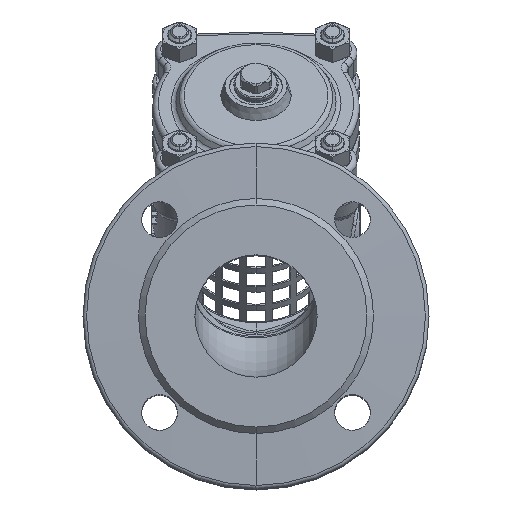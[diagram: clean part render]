
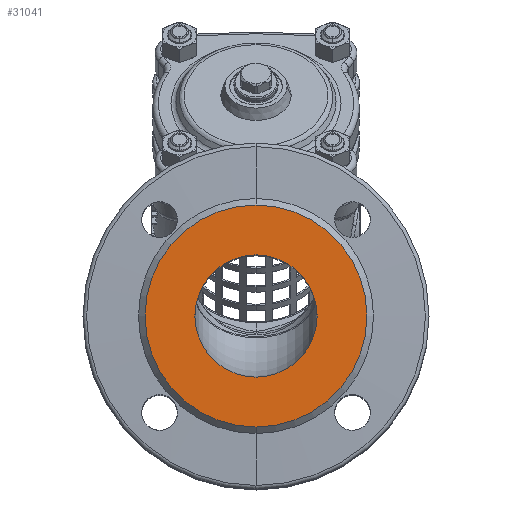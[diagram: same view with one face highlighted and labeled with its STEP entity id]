
A CAD part, top view. The second image highlights one B-rep face of the part: STEP entity #31041.
In plain terms, the highlighted planar face has unit normal (0, 0, 1).
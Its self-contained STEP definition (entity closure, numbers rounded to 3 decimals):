
#3449=CARTESIAN_POINT('',(0.,-40.,235.));
#3450=DIRECTION('',(0.,0.,-1.));
#3451=DIRECTION('',(0.,-1.,0.));
#3452=AXIS2_PLACEMENT_3D('',#3449,#3450,#3451);
#3454=CARTESIAN_POINT('',(0.,-40.,235.));
#3455=DIRECTION('',(0.,0.,-1.));
#3456=DIRECTION('',(0.,1.,0.));
#3457=AXIS2_PLACEMENT_3D('',#3454,#3455,#3456);
#3459=CARTESIAN_POINT('',(0.,-40.,235.));
#3460=DIRECTION('',(0.,0.,1.));
#3461=DIRECTION('',(-1.,0.,0.));
#3462=AXIS2_PLACEMENT_3D('',#3459,#3460,#3461);
#3464=CARTESIAN_POINT('',(0.,-40.,235.));
#3465=DIRECTION('',(0.,0.,1.));
#3466=DIRECTION('',(1.,0.,0.));
#3467=AXIS2_PLACEMENT_3D('',#3464,#3465,#3466);
#26058=CARTESIAN_POINT('',(0.,-99.,235.));
#26059=CARTESIAN_POINT('',(0.,19.,235.));
#26060=VERTEX_POINT('',#26058);
#26061=VERTEX_POINT('',#26059);
#26062=CARTESIAN_POINT('',(-32.5,-40.,235.));
#26063=CARTESIAN_POINT('',(32.5,-40.,235.));
#26064=VERTEX_POINT('',#26062);
#26065=VERTEX_POINT('',#26063);
#31025=CARTESIAN_POINT('',(0.,-40.,235.));
#31026=DIRECTION('',(0.,0.,1.));
#31027=DIRECTION('',(0.,1.,0.));
#31028=AXIS2_PLACEMENT_3D('',#31025,#31026,#31027);
#31029=PLANE('',#31028);
#31030=ORIENTED_EDGE('',*,*,#31015,.T.);
#31032=ORIENTED_EDGE('',*,*,#31031,.T.);
#31033=EDGE_LOOP('',(#31030,#31032));
#31034=FACE_OUTER_BOUND('',#31033,.F.);
#31036=ORIENTED_EDGE('',*,*,#31035,.T.);
#31038=ORIENTED_EDGE('',*,*,#31037,.T.);
#31039=EDGE_LOOP('',(#31036,#31038));
#31040=FACE_BOUND('',#31039,.F.);
#31041=ADVANCED_FACE('',(#31034,#31040),#31029,.T.);
#3453=CIRCLE('',#3452,59.);
#3458=CIRCLE('',#3457,59.);
#3463=CIRCLE('',#3462,32.5);
#3468=CIRCLE('',#3467,32.5);
#31015=EDGE_CURVE('',#26060,#26061,#3453,.T.);
#31031=EDGE_CURVE('',#26061,#26060,#3458,.T.);
#31035=EDGE_CURVE('',#26064,#26065,#3463,.T.);
#31037=EDGE_CURVE('',#26065,#26064,#3468,.T.);
